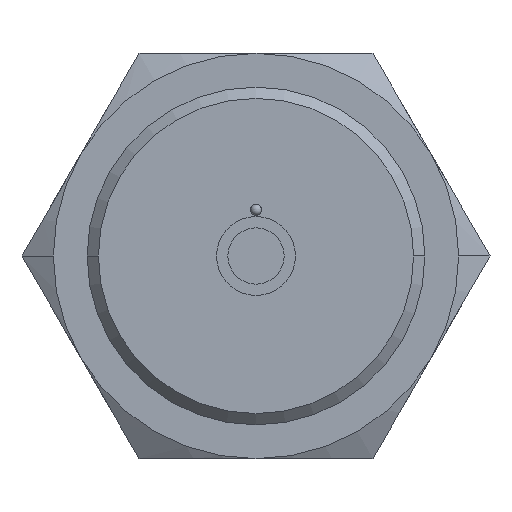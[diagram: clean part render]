
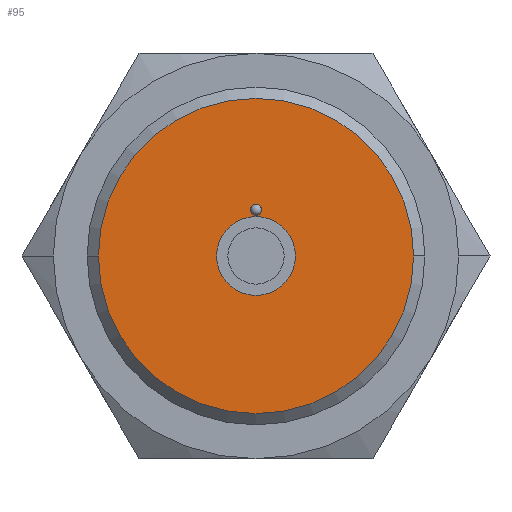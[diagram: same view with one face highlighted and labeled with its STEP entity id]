
A CAD part, front view. The second image highlights one B-rep face of the part: STEP entity #95.
In plain terms, the highlighted planar face has unit normal (0, -1, 0).
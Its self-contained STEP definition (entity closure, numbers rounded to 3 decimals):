
#95=ADVANCED_FACE('',(#185,#186,#187),#188,.T.);
#185=FACE_BOUND('',#346,.T.);
#186=FACE_OUTER_BOUND('',#347,.T.);
#187=FACE_BOUND('',#348,.T.);
#188=PLANE('',#349);
#346=EDGE_LOOP('',(#557,#558));
#347=EDGE_LOOP('',(#559,#560));
#348=EDGE_LOOP('',(#561,#562));
#349=AXIS2_PLACEMENT_3D('',#563,#564,#565);
#557=ORIENTED_EDGE('',*,*,#1056,.T.);
#558=ORIENTED_EDGE('',*,*,#1057,.T.);
#559=ORIENTED_EDGE('',*,*,#1046,.F.);
#560=ORIENTED_EDGE('',*,*,#1062,.F.);
#561=ORIENTED_EDGE('',*,*,#1051,.T.);
#562=ORIENTED_EDGE('',*,*,#1061,.T.);
#563=CARTESIAN_POINT('',(-8.75,-51.0,0.0));
#564=DIRECTION('',(0.0,-1.0,-0.0));
#565=DIRECTION('',(1.0,0.0,0.0));
#1046=EDGE_CURVE('',#1213,#1215,#1216,.T.);
#1051=EDGE_CURVE('',#1219,#1223,#1225,.T.);
#1056=EDGE_CURVE('',#1234,#1235,#1236,.T.);
#1057=EDGE_CURVE('',#1235,#1234,#1237,.T.);
#1061=EDGE_CURVE('',#1223,#1219,#1241,.T.);
#1062=EDGE_CURVE('',#1215,#1213,#1242,.T.);
#1213=VERTEX_POINT('',#1471);
#1215=VERTEX_POINT('',#1474);
#1216=CIRCLE('',#1475,14.0);
#1219=VERTEX_POINT('',#1479);
#1223=VERTEX_POINT('',#1484);
#1225=CIRCLE('',#1487,3.5);
#1234=VERTEX_POINT('',#1498);
#1235=VERTEX_POINT('',#1499);
#1236=CIRCLE('',#1500,0.5);
#1237=CIRCLE('',#1501,0.5);
#1241=CIRCLE('',#1505,3.5);
#1242=CIRCLE('',#1506,14.0);
#1471=CARTESIAN_POINT('',(-14.0,-51.0,0.0));
#1474=CARTESIAN_POINT('',(14.0,-51.0,0.));
#1475=AXIS2_PLACEMENT_3D('',#2290,#2291,#2292);
#1479=CARTESIAN_POINT('',(-3.5,-51.0,0.0));
#1484=CARTESIAN_POINT('',(3.5,-51.0,0.));
#1487=AXIS2_PLACEMENT_3D('',#2299,#2300,#2301);
#1498=CARTESIAN_POINT('',(0.,-51.0,3.6));
#1499=CARTESIAN_POINT('',(0.0,-51.0,4.6));
#1500=AXIS2_PLACEMENT_3D('',#2310,#2311,#2312);
#1501=AXIS2_PLACEMENT_3D('',#2313,#2314,#2315);
#1505=AXIS2_PLACEMENT_3D('',#2325,#2326,#2327);
#1506=AXIS2_PLACEMENT_3D('',#2328,#2329,#2330);
#2290=CARTESIAN_POINT('',(0.0,-51.0,0.0));
#2291=DIRECTION('',(0.0,1.0,0.0));
#2292=DIRECTION('',(-1.0,0.0,0.0));
#2299=CARTESIAN_POINT('',(0.0,-51.0,0.0));
#2300=DIRECTION('',(0.0,1.0,0.0));
#2301=DIRECTION('',(-1.0,0.0,0.0));
#2310=CARTESIAN_POINT('',(0.0,-51.0,4.1));
#2311=DIRECTION('',(-0.0,1.0,0.0));
#2312=DIRECTION('',(0.0,-0.0,1.0));
#2313=CARTESIAN_POINT('',(0.0,-51.0,4.1));
#2314=DIRECTION('',(-0.0,1.0,0.0));
#2315=DIRECTION('',(0.0,-0.0,1.0));
#2325=CARTESIAN_POINT('',(0.0,-51.0,0.0));
#2326=DIRECTION('',(0.0,1.0,0.0));
#2327=DIRECTION('',(-1.0,0.0,0.0));
#2328=CARTESIAN_POINT('',(0.0,-51.0,0.0));
#2329=DIRECTION('',(0.0,1.0,0.0));
#2330=DIRECTION('',(-1.0,0.0,0.0));
